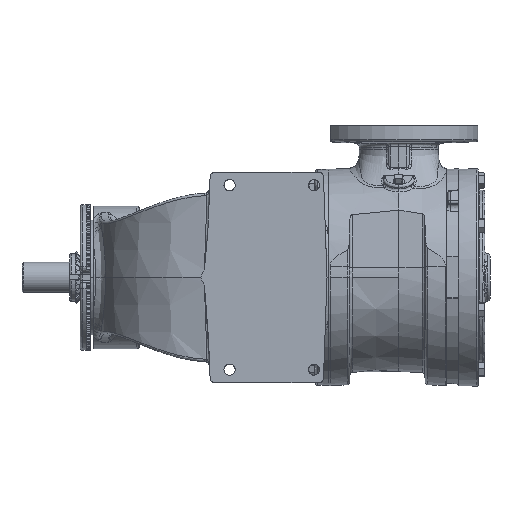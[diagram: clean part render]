
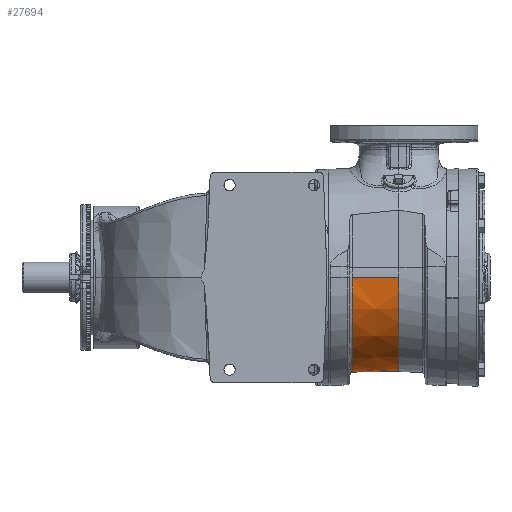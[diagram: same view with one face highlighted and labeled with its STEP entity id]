
A CAD part, front view. The second image highlights one B-rep face of the part: STEP entity #27694.
In plain terms, the highlighted conical face has half-angle 1 degrees and reference radius 113.665 mm.
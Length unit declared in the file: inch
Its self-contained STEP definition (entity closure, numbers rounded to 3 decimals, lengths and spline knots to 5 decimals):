
#1218 = DIRECTION ( 'NONE',  ( 0., 1., 0. ) ) ;
#4399 = ORIENTED_EDGE ( 'NONE', *, *, #119990, .T. ) ;
#7707 = CIRCLE ( 'NONE', #109288, 4.51339 ) ;
#9644 = LINE ( 'NONE', #89730, #112852 ) ;
#17619 = VERTEX_POINT ( 'NONE', #104066 ) ;
#18938 = ORIENTED_EDGE ( 'NONE', *, *, #90224, .F. ) ;
#19690 = EDGE_CURVE ( 'NONE', #17619, #22723, #9644, .T. ) ;
#22723 = VERTEX_POINT ( 'NONE', #113032 ) ;
#23918 = FACE_OUTER_BOUND ( 'NONE', #102795, .T. ) ;
#27694 = ADVANCED_FACE ( 'Defeatured_0_1671', ( #23918 ), #74043, .T. ) ;
#28968 = DIRECTION ( 'NONE',  ( -1., -0.017, 0. ) ) ;
#30261 = DIRECTION ( 'NONE',  ( -1., 0.002, -0.017 ) ) ;
#33433 = ORIENTED_EDGE ( 'NONE', *, *, #19690, .T. ) ;
#36017 = CARTESIAN_POINT ( 'NONE',  ( 1.14552, 0.47178, -4.48867 ) ) ;
#37680 = VERTEX_POINT ( 'NONE', #97885 ) ;
#41387 = CARTESIAN_POINT ( 'NONE',  ( 1.14552, 0., 0. ) ) ;
#46763 = DIRECTION ( 'NONE',  ( -1., 0., 0. ) ) ;
#55602 = DIRECTION ( 'NONE',  ( -1., 0., 0. ) ) ;
#65941 = VECTOR ( 'NONE', #30261, 39.37008 ) ;
#70729 = DIRECTION ( 'NONE',  ( -1., 0., 0. ) ) ;
#72539 = CIRCLE ( 'NONE', #72976, 4.475 ) ;
#72976 = AXIS2_PLACEMENT_3D ( 'NONE', #125385, #46763, #116662 ) ;
#73405 = VERTEX_POINT ( 'NONE', #36017 ) ;
#74043 = CONICAL_SURFACE ( 'NONE', #83854, 4.475, 0.017 ) ;
#80166 = CARTESIAN_POINT ( 'NONE',  ( 1.03166, 0.47199, -4.49064 ) ) ;
#83854 = AXIS2_PLACEMENT_3D ( 'NONE', #95286, #55602, #104909 ) ;
#89730 = CARTESIAN_POINT ( 'NONE',  ( 3.345, -4.475, 0. ) ) ;
#90224 = EDGE_CURVE ( 'Defeatured_0_1681+Defeatured_0_1671+Defeatured_0_1658+Defeatured_0_1680', #37680, #73405, #128460, .T. ) ;
#95286 = CARTESIAN_POINT ( 'NONE',  ( 3.345, 0., 0. ) ) ;
#97885 = CARTESIAN_POINT ( 'NONE',  ( 3.345, 0.46776, -4.45049 ) ) ;
#102411 = ORIENTED_EDGE ( 'NONE', *, *, #125375, .F. ) ;
#102795 = EDGE_LOOP ( 'NONE', ( #4399, #33433, #102411, #18938 ) ) ;
#104066 = CARTESIAN_POINT ( 'NONE',  ( 3.345, -4.475, 0. ) ) ;
#104909 = DIRECTION ( 'NONE',  ( 0., -1., 0. ) ) ;
#109288 = AXIS2_PLACEMENT_3D ( 'NONE', #41387, #70729, #1218 ) ;
#112852 = VECTOR ( 'NONE', #28968, 39.37008 ) ;
#113032 = CARTESIAN_POINT ( 'NONE',  ( 1.14552, -4.51339, 0. ) ) ;
#116662 = DIRECTION ( 'NONE',  ( 0., -1., 0. ) ) ;
#119990 = EDGE_CURVE ( 'Defeatured_0_1671+Defeatured_0_1630+Defeatured_0_1681+Defeatured_0_1695', #37680, #17619, #72539, .T. ) ;
#125375 = EDGE_CURVE ( 'Defeatured_0_1633+Defeatured_0_1671+Defeatured_0_1680+Defeatured_0_1672', #73405, #22723, #7707, .T. ) ;
#125385 = CARTESIAN_POINT ( 'NONE',  ( 3.345, 0., 0. ) ) ;
#128460 = LINE ( 'NONE', #80166, #65941 ) ;
